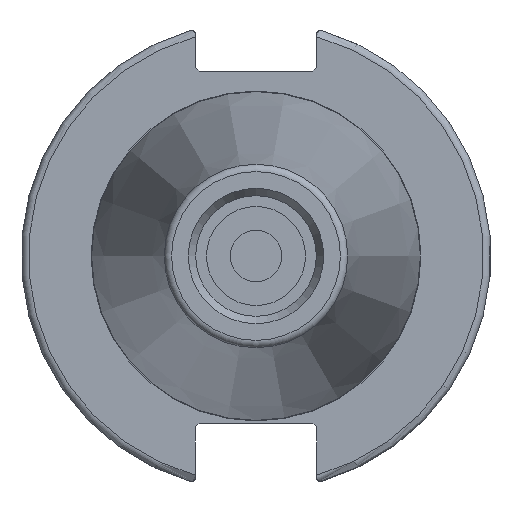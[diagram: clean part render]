
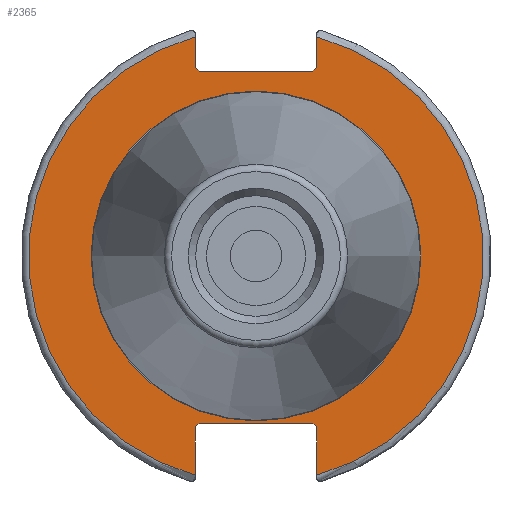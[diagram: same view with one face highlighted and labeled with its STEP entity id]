
A CAD part, left-side view. The second image highlights one B-rep face of the part: STEP entity #2365.
In plain terms, the highlighted planar face has unit normal (-1, 0, 0).
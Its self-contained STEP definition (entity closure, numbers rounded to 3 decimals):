
#424=FACE_BOUND('',#690,.T.);
#441=PLANE('',#2735);
#553=FACE_OUTER_BOUND('',#689,.T.);
#689=EDGE_LOOP('',(#1797,#1798,#1799,#1800,#1801,#1802,#1803,#1804,#1805,
#1806,#1807,#1808));
#690=EDGE_LOOP('',(#1809));
#829=LINE('',#3898,#975);
#830=LINE('',#3900,#976);
#831=LINE('',#3902,#977);
#832=LINE('',#3904,#978);
#833=LINE('',#3906,#979);
#834=LINE('',#3910,#980);
#835=LINE('',#3912,#981);
#836=LINE('',#3914,#982);
#837=LINE('',#3916,#983);
#838=LINE('',#3917,#984);
#975=VECTOR('',#3129,10.);
#976=VECTOR('',#3130,10.);
#977=VECTOR('',#3131,10.);
#978=VECTOR('',#3132,10.);
#979=VECTOR('',#3133,10.);
#980=VECTOR('',#3136,10.);
#981=VECTOR('',#3137,10.);
#982=VECTOR('',#3138,10.);
#983=VECTOR('',#3139,10.);
#984=VECTOR('',#3140,10.);
#1133=CIRCLE('',#2733,22.3);
#1135=CIRCLE('',#2736,30.75);
#1136=CIRCLE('',#2737,30.75);
#1246=VERTEX_POINT('',#3889);
#1247=VERTEX_POINT('',#3894);
#1248=VERTEX_POINT('',#3895);
#1249=VERTEX_POINT('',#3897);
#1250=VERTEX_POINT('',#3899);
#1251=VERTEX_POINT('',#3901);
#1252=VERTEX_POINT('',#3903);
#1253=VERTEX_POINT('',#3905);
#1254=VERTEX_POINT('',#3907);
#1255=VERTEX_POINT('',#3909);
#1256=VERTEX_POINT('',#3911);
#1257=VERTEX_POINT('',#3913);
#1258=VERTEX_POINT('',#3915);
#1457=EDGE_CURVE('',#1246,#1246,#1133,.T.);
#1459=EDGE_CURVE('',#1247,#1248,#1135,.T.);
#1460=EDGE_CURVE('',#1247,#1249,#829,.T.);
#1461=EDGE_CURVE('',#1250,#1249,#830,.T.);
#1462=EDGE_CURVE('',#1250,#1251,#831,.T.);
#1463=EDGE_CURVE('',#1252,#1251,#832,.T.);
#1464=EDGE_CURVE('',#1252,#1253,#833,.T.);
#1465=EDGE_CURVE('',#1254,#1253,#1136,.T.);
#1466=EDGE_CURVE('',#1254,#1255,#834,.T.);
#1467=EDGE_CURVE('',#1256,#1255,#835,.T.);
#1468=EDGE_CURVE('',#1256,#1257,#836,.T.);
#1469=EDGE_CURVE('',#1258,#1257,#837,.T.);
#1470=EDGE_CURVE('',#1258,#1248,#838,.T.);
#1797=ORIENTED_EDGE('',*,*,#1459,.F.);
#1798=ORIENTED_EDGE('',*,*,#1460,.T.);
#1799=ORIENTED_EDGE('',*,*,#1461,.F.);
#1800=ORIENTED_EDGE('',*,*,#1462,.T.);
#1801=ORIENTED_EDGE('',*,*,#1463,.F.);
#1802=ORIENTED_EDGE('',*,*,#1464,.T.);
#1803=ORIENTED_EDGE('',*,*,#1465,.F.);
#1804=ORIENTED_EDGE('',*,*,#1466,.T.);
#1805=ORIENTED_EDGE('',*,*,#1467,.F.);
#1806=ORIENTED_EDGE('',*,*,#1468,.T.);
#1807=ORIENTED_EDGE('',*,*,#1469,.F.);
#1808=ORIENTED_EDGE('',*,*,#1470,.T.);
#1809=ORIENTED_EDGE('',*,*,#1457,.F.);
#2365=ADVANCED_FACE('',(#553,#424),#441,.T.);
#2733=AXIS2_PLACEMENT_3D('',#3891,#3121,#3122);
#2735=AXIS2_PLACEMENT_3D('',#3893,#3125,#3126);
#2736=AXIS2_PLACEMENT_3D('',#3896,#3127,#3128);
#2737=AXIS2_PLACEMENT_3D('',#3908,#3134,#3135);
#3121=DIRECTION('center_axis',(-1.,0.,0.));
#3122=DIRECTION('ref_axis',(0.,-1.,0.));
#3125=DIRECTION('center_axis',(-1.,0.,0.));
#3126=DIRECTION('ref_axis',(0.,0.,1.));
#3127=DIRECTION('center_axis',(1.,0.,0.));
#3128=DIRECTION('ref_axis',(0.,-1.,0.));
#3129=DIRECTION('',(0.,0.,-1.));
#3130=DIRECTION('',(0.,-0.707,0.707));
#3131=DIRECTION('',(0.,1.,0.));
#3132=DIRECTION('',(0.,-0.707,-0.707));
#3133=DIRECTION('',(0.,0.,1.));
#3134=DIRECTION('center_axis',(1.,0.,0.));
#3135=DIRECTION('ref_axis',(0.,1.,0.));
#3136=DIRECTION('',(0.,0.,1.));
#3137=DIRECTION('',(0.,0.707,-0.707));
#3138=DIRECTION('',(0.,-1.,0.));
#3139=DIRECTION('',(0.,0.707,0.707));
#3140=DIRECTION('',(0.,0.,-1.));
#3889=CARTESIAN_POINT('',(3.175,0.,22.3));
#3891=CARTESIAN_POINT('Origin',(3.175,0.,0.));
#3893=CARTESIAN_POINT('Origin',(3.175,31.75,0.));
#3894=CARTESIAN_POINT('',(3.175,-8.19,29.639));
#3895=CARTESIAN_POINT('',(3.175,-8.19,-29.639));
#3896=CARTESIAN_POINT('Origin',(3.175,0.,0.));
#3897=CARTESIAN_POINT('',(3.175,-8.19,25.5));
#3898=CARTESIAN_POINT('',(3.175,-8.19,12.5));
#3899=CARTESIAN_POINT('',(3.175,-7.69,25.));
#3900=CARTESIAN_POINT('',(3.175,8.295,9.015));
#3901=CARTESIAN_POINT('',(3.175,7.69,25.));
#3902=CARTESIAN_POINT('',(3.175,15.875,25.));
#3903=CARTESIAN_POINT('',(3.175,8.19,25.5));
#3904=CARTESIAN_POINT('',(3.175,7.58,24.89));
#3905=CARTESIAN_POINT('',(3.175,8.19,29.639));
#3906=CARTESIAN_POINT('',(3.175,8.19,12.5));
#3907=CARTESIAN_POINT('',(3.175,8.19,-29.639));
#3908=CARTESIAN_POINT('Origin',(3.175,0.,0.));
#3909=CARTESIAN_POINT('',(3.175,8.19,-23.1));
#3910=CARTESIAN_POINT('',(3.175,8.19,-11.3));
#3911=CARTESIAN_POINT('',(3.175,7.69,-22.6));
#3912=CARTESIAN_POINT('',(3.175,8.18,-23.09));
#3913=CARTESIAN_POINT('',(3.175,-7.69,-22.6));
#3914=CARTESIAN_POINT('',(3.175,15.875,-22.6));
#3915=CARTESIAN_POINT('',(3.175,-8.19,-23.1));
#3916=CARTESIAN_POINT('',(3.175,7.695,-7.215));
#3917=CARTESIAN_POINT('',(3.175,-8.19,-11.3));
